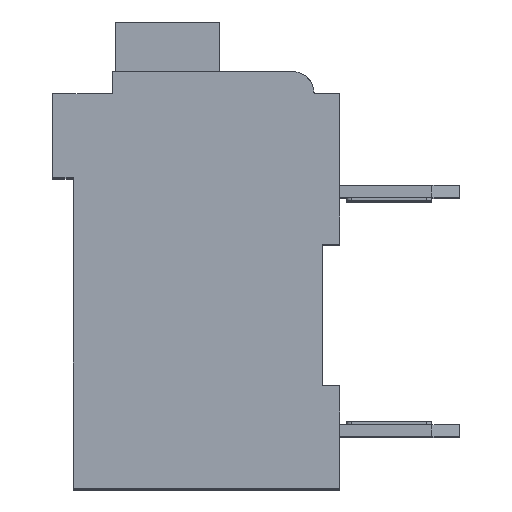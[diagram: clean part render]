
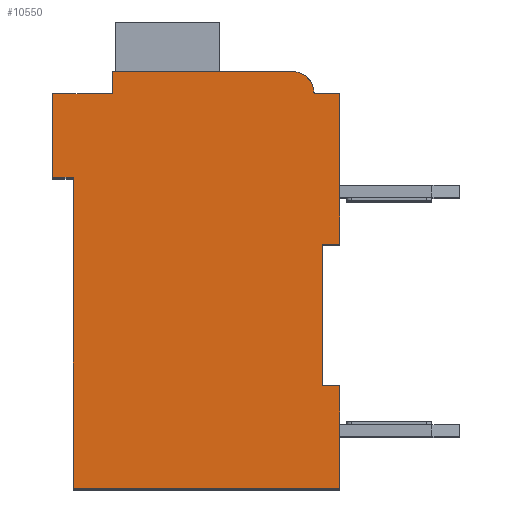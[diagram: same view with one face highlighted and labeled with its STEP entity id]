
A CAD part, top view. The second image highlights one B-rep face of the part: STEP entity #10550.
In plain terms, the highlighted planar face has unit normal (0, 0, 1).
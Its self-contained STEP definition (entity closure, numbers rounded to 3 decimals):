
#1997=DIRECTION('',(1.,0.,0.));
#1998=VECTOR('',#1997,0.5);
#1999=CARTESIAN_POINT('',(7.3,7.15,2.1));
#2000=LINE('',#1999,#1998);
#2001=DIRECTION('',(0.,1.,0.));
#2002=VECTOR('',#2001,4.15);
#2003=CARTESIAN_POINT('',(7.3,3.,2.1));
#2004=LINE('',#2003,#2002);
#2005=DIRECTION('',(-1.,0.,0.));
#2006=VECTOR('',#2005,0.5);
#2007=CARTESIAN_POINT('',(7.8,3.,2.1));
#2008=LINE('',#2007,#2006);
#2009=DIRECTION('',(0.,1.,0.));
#2010=VECTOR('',#2009,3.);
#2011=CARTESIAN_POINT('',(7.8,0.,2.1));
#2012=LINE('',#2011,#2010);
#2013=DIRECTION('',(1.,0.,0.));
#2014=VECTOR('',#2013,7.8);
#2015=CARTESIAN_POINT('',(0.,0.,2.1));
#2016=LINE('',#2015,#2014);
#2017=DIRECTION('',(0.,-1.,0.));
#2018=VECTOR('',#2017,9.1);
#2019=CARTESIAN_POINT('',(0.,9.1,2.1));
#2020=LINE('',#2019,#2018);
#2021=DIRECTION('',(1.,0.,0.));
#2022=VECTOR('',#2021,0.6);
#2023=CARTESIAN_POINT('',(-0.6,9.1,2.1));
#2024=LINE('',#2023,#2022);
#2025=DIRECTION('',(0.,-1.,0.));
#2026=VECTOR('',#2025,2.45);
#2027=CARTESIAN_POINT('',(-0.6,11.55,2.1));
#2028=LINE('',#2027,#2026);
#2029=DIRECTION('',(-1.,0.,0.));
#2030=VECTOR('',#2029,1.75);
#2031=CARTESIAN_POINT('',(1.15,11.55,2.1));
#2032=LINE('',#2031,#2030);
#2033=DIRECTION('',(0.,-1.,0.));
#2034=VECTOR('',#2033,0.65);
#2035=CARTESIAN_POINT('',(1.15,12.2,2.1));
#2036=LINE('',#2035,#2034);
#2037=DIRECTION('',(-1.,0.,0.));
#2038=VECTOR('',#2037,5.25);
#2039=CARTESIAN_POINT('',(6.4,12.2,2.1));
#2040=LINE('',#2039,#2038);
#2041=CARTESIAN_POINT('',(6.4,11.55,2.1));
#2042=DIRECTION('',(0.,0.,1.));
#2043=DIRECTION('',(1.,0.,0.));
#2044=AXIS2_PLACEMENT_3D('',#2041,#2042,#2043);
#2046=DIRECTION('',(-1.,0.,0.));
#2047=VECTOR('',#2046,0.75);
#2048=CARTESIAN_POINT('',(7.8,11.55,2.1));
#2049=LINE('',#2048,#2047);
#2050=DIRECTION('',(0.,1.,0.));
#2051=VECTOR('',#2050,4.4);
#2052=CARTESIAN_POINT('',(7.8,7.15,2.1));
#2053=LINE('',#2052,#2051);
#6658=CARTESIAN_POINT('',(7.3,7.15,2.1));
#6659=CARTESIAN_POINT('',(7.8,7.15,2.1));
#6660=VERTEX_POINT('',#6658);
#6661=VERTEX_POINT('',#6659);
#6662=CARTESIAN_POINT('',(7.8,11.55,2.1));
#6663=VERTEX_POINT('',#6662);
#6664=CARTESIAN_POINT('',(7.05,11.55,2.1));
#6665=VERTEX_POINT('',#6664);
#6666=CARTESIAN_POINT('',(6.4,12.2,2.1));
#6667=VERTEX_POINT('',#6666);
#6668=CARTESIAN_POINT('',(1.15,12.2,2.1));
#6669=VERTEX_POINT('',#6668);
#6670=CARTESIAN_POINT('',(1.15,11.55,2.1));
#6671=VERTEX_POINT('',#6670);
#6672=CARTESIAN_POINT('',(-0.6,11.55,2.1));
#6673=VERTEX_POINT('',#6672);
#6674=CARTESIAN_POINT('',(-0.6,9.1,2.1));
#6675=VERTEX_POINT('',#6674);
#6676=CARTESIAN_POINT('',(0.,9.1,2.1));
#6677=VERTEX_POINT('',#6676);
#6678=CARTESIAN_POINT('',(0.,0.,2.1));
#6679=VERTEX_POINT('',#6678);
#6680=CARTESIAN_POINT('',(7.8,0.,2.1));
#6681=VERTEX_POINT('',#6680);
#6682=CARTESIAN_POINT('',(7.8,3.,2.1));
#6683=VERTEX_POINT('',#6682);
#6684=CARTESIAN_POINT('',(7.3,3.,2.1));
#6685=VERTEX_POINT('',#6684);
#10526=CARTESIAN_POINT('',(0.,0.,2.1));
#10527=DIRECTION('',(0.,0.,1.));
#10528=DIRECTION('',(1.,0.,0.));
#10529=AXIS2_PLACEMENT_3D('',#10526,#10527,#10528);
#10530=PLANE('',#10529);
#10531=ORIENTED_EDGE('',*,*,#8747,.F.);
#10532=ORIENTED_EDGE('',*,*,#9111,.F.);
#10534=ORIENTED_EDGE('',*,*,#10533,.F.);
#10536=ORIENTED_EDGE('',*,*,#10535,.F.);
#10538=ORIENTED_EDGE('',*,*,#10537,.F.);
#10539=ORIENTED_EDGE('',*,*,#9383,.F.);
#10540=ORIENTED_EDGE('',*,*,#9463,.F.);
#10541=ORIENTED_EDGE('',*,*,#9602,.F.);
#10542=ORIENTED_EDGE('',*,*,#9746,.F.);
#10543=ORIENTED_EDGE('',*,*,#9815,.F.);
#10544=ORIENTED_EDGE('',*,*,#10058,.F.);
#10545=ORIENTED_EDGE('',*,*,#10398,.F.);
#10546=ORIENTED_EDGE('',*,*,#10318,.F.);
#10547=ORIENTED_EDGE('',*,*,#8947,.F.);
#10548=EDGE_LOOP('',(#10531,#10532,#10534,#10536,#10538,#10539,#10540,#10541,
#10542,#10543,#10544,#10545,#10546,#10547));
#10549=FACE_OUTER_BOUND('',#10548,.F.);
#2045=CIRCLE('',#2044,0.65);
#8747=EDGE_CURVE('',#6660,#6661,#2000,.T.);
#8947=EDGE_CURVE('',#6661,#6663,#2053,.T.);
#9111=EDGE_CURVE('',#6685,#6660,#2004,.T.);
#9383=EDGE_CURVE('',#6677,#6679,#2020,.T.);
#9463=EDGE_CURVE('',#6675,#6677,#2024,.T.);
#9602=EDGE_CURVE('',#6673,#6675,#2028,.T.);
#9746=EDGE_CURVE('',#6671,#6673,#2032,.T.);
#9815=EDGE_CURVE('',#6669,#6671,#2036,.T.);
#10058=EDGE_CURVE('',#6667,#6669,#2040,.T.);
#10318=EDGE_CURVE('',#6663,#6665,#2049,.T.);
#10398=EDGE_CURVE('',#6665,#6667,#2045,.T.);
#10533=EDGE_CURVE('',#6683,#6685,#2008,.T.);
#10535=EDGE_CURVE('',#6681,#6683,#2012,.T.);
#10537=EDGE_CURVE('',#6679,#6681,#2016,.T.);
#10550=ADVANCED_FACE('',(#10549),#10530,.T.);
